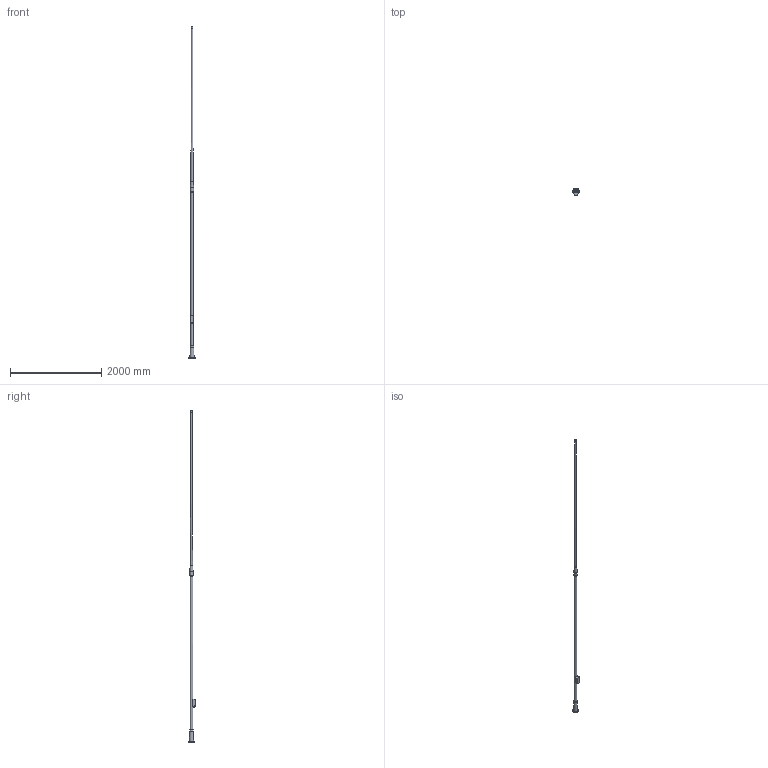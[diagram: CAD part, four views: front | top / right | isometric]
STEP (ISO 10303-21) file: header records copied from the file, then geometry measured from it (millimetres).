
FILE_DESCRIPTION(('FreeCAD Model'),'2;1');
FILE_NAME('Open CASCADE Shape Model','2025-05-03T11:28:53',('FreeCAD'),( 'FreeCAD'),'Open CASCADE STEP processor 7.6','FreeCAD','Unknown');
FILE_SCHEMA(('AUTOMOTIVE_DESIGN { 1 0 10303 214 1 1 1 1 }'));
Length unit declared in the file: millimetre
Products named in the file (1): Open CASCADE STEP translator 7.6 1
Bounding box: 145.56 x 169.64 x 7291.65 mm (x, y, z)
Volume: 16826135.3 mm3; surface area: 1323904.8 mm2
Topology: 8 solids, 8 shells, 80 faces, 176 edges, 126 vertices
Faces by surface type: bspline 80
Entity records: 2524 total; most frequent: CARTESIAN_POINT 1510, ORIENTED_EDGE 316, EDGE_CURVE 158, VERTEX_POINT 100, FACE_BOUND 98, EDGE_LOOP 98, ADVANCED_FACE 80, B_SPLINE_CURVE_WITH_KNOTS 78
